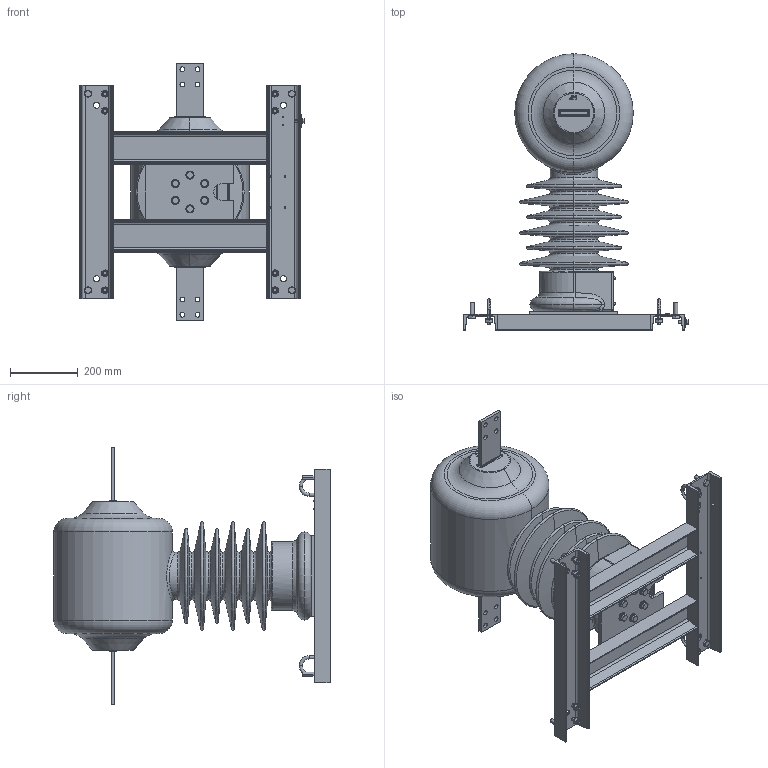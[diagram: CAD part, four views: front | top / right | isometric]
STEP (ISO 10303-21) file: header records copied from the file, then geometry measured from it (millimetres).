
FILE_DESCRIPTION (( 'STEP AP214' ), '1' );
FILE_NAME ('ﾒﾎﾋ-35 III-II(III; V-4; V-5) 褞跫. 蒡 1500 ﾀ.STEP', '2022-08-04T04:30:38', ( '' ), ( '' ), 'SwSTEP 2.0', 'SolidWorks 2010', '' );
FILE_SCHEMA (( 'AUTOMOTIVE_DESIGN' ));
Length unit declared in the file: millimetre
Products named in the file (1): ﾒﾎﾋ-35 III-II(III; V-4; V-5)  褞跫. 蒡 1500 ﾀ
Bounding box: 663.9 x 816 x 760 mm (x, y, z)
Volume: 53265494.9 mm3; surface area: 2637088.1 mm2
Topology: 73 solids, 73 shells, 1568 faces, 3726 edges, 2354 vertices
Faces by surface type: plane 687, cylinder 391, cone 306, torus 103, bspline 53, sphere 28
Entity records: 67646 total; most frequent: CARTESIAN_POINT 13005, DIRECTION 7832, ORIENTED_EDGE 7416, EDGE_CURVE 3708, AXIS2_PLACEMENT_3D 3000, VERTEX_POINT 2354, VECTOR 1832, LINE 1832
